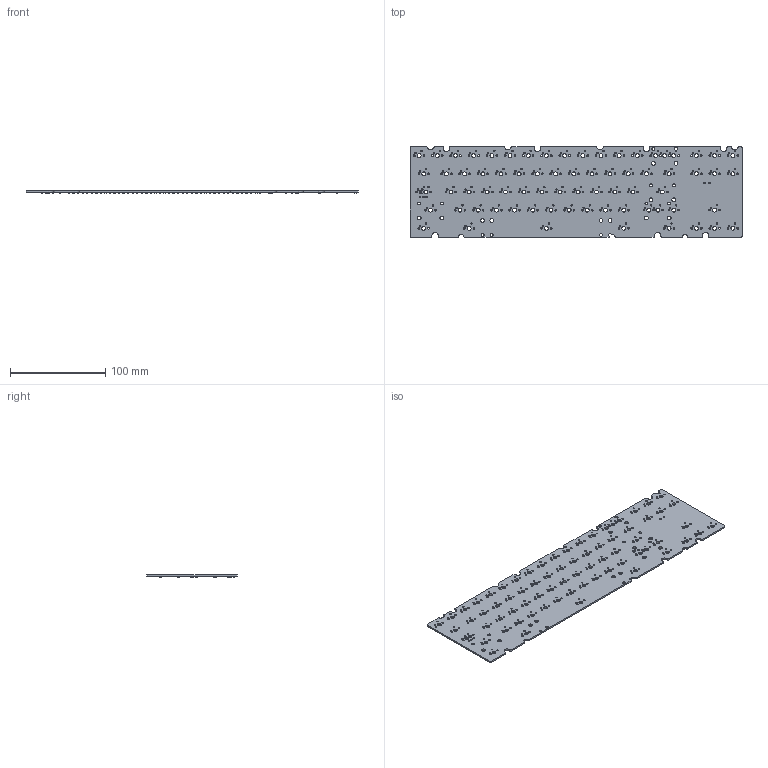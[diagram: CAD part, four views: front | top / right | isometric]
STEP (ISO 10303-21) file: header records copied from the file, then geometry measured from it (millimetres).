
FILE_DESCRIPTION(('KiCad electronic assembly'),'2;1');
FILE_NAME('latte.STEP','2021-10-21T22:53:40',('Pcbnew'),('Kicad'), 'Open CASCADE STEP processor 7.5','KiCad to STEP converter','Unknown' );
FILE_SCHEMA(('AUTOMOTIVE_DESIGN { 1 0 10303 214 1 1 1 1 }'));
Length unit declared in the file: millimetre
Products named in the file (4): latte 1; D_SOD-123; SOLID; COMPOUND
Assembly tree (72 placements, depth 3):
  latte 1
    D_SOD-123  x70
      SOLID
    COMPOUND
Bounding box: 347.81 x 94.7 x 2.9 mm (x, y, z)
Volume: 49783 mm3; surface area: 68957.1 mm2
Topology: 71 solids, 71 shells, 5174 faces, 12366 edges, 7406 vertices
Faces by surface type: bspline 4690, cylinder 444, plane 40
Full cylindrical faces by diameter (mm): 1.04 x4, 1.47 x144, 1.5 x2, 1.75 x139, 3.048 x10, 3.988 x84
Entity records: 41800 total; most frequent: CARTESIAN_POINT 7369, DIRECTION 6332, ORIENTED_EDGE 3204, PCURVE 3204, DEFINITIONAL_REPRESENTATION 3204, LINE 2506, VECTOR 2506, CIRCLE 1812
